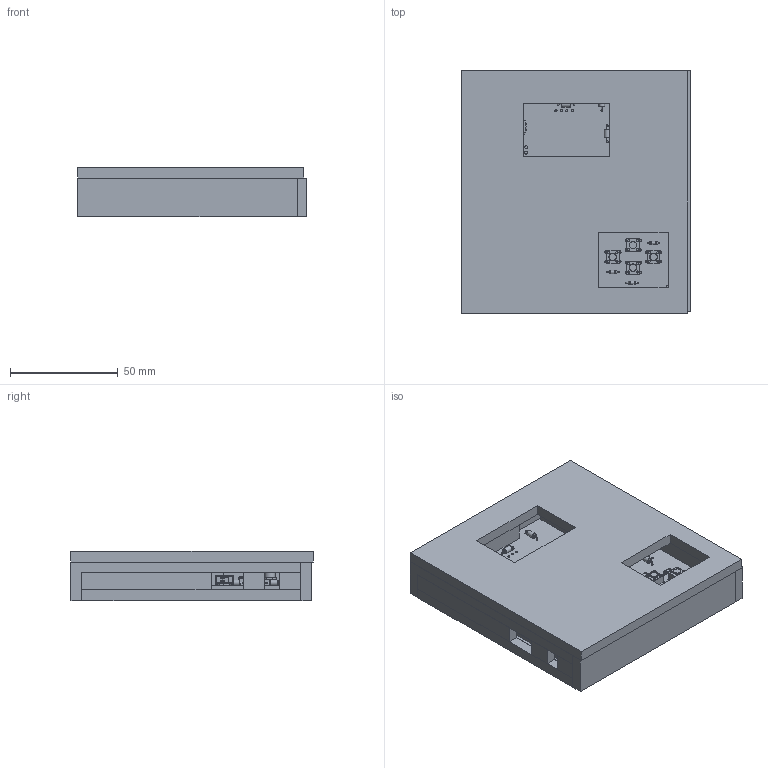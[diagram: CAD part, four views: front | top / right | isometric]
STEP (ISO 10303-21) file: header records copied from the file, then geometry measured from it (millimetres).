
FILE_DESCRIPTION(/* description */ (''),/* implementation_level */ '2;1');
FILE_NAME(/* name */ 'kraky.step',/* time_stamp */ '2026-01-27T18:34:17+01:00',/* author */ (''),/* organization */ (''),/* preprocessor_version */ 'ST-DEVELOPER v20.1',/* originating_system */ 'Autodesk Translation Framework v14.24.0.0',/* authorisation */ '');
FILE_SCHEMA (('AUTOMOTIVE_DESIGN { 1 0 10303 214 3 1 1 }'));
Products named in the file (22): kraky; kraky 1; R_0805_2012Metric; PinSocket_1x08_P2.54mm_Vertical; PinSocket_1x10_P2.54mm_Vertical; JST_EH_B2B-EH-A_1x02_P2.50mm_Vertical; SW_Slide_SPDT_Angled_CK_OS102011MA1Q; MagneticBuzzer_ProSignal_ABT-410-RC; TO-92_Inline; MPU6050; PCB_Body; Pads; IC; Caps; Resisroes; PinHeaders; PinSocket; kraky_PCB; LED_D5.0mm; R_Axial_DIN0204_L3.6mm_D1.6mm_P5.08mm_Horizontal; SW_PUSH_6mm; C_Axial_L3.8mm_D2.6mm_P7.50mm_Horizontal
Assembly tree (39 placements, depth 4):
  kraky
    kraky 1
      R_Axial_DIN0204_L3.6mm_D1.6mm_P5.08mm_Horizontal  x7
      SW_PUSH_6mm  x4
      C_Axial_L3.8mm_D2.6mm_P7.50mm_Horizontal  x9
      R_0805_2012Metric
      PinSocket_1x08_P2.54mm_Vertical
      LED_D5.0mm  x2
      PinSocket_1x10_P2.54mm_Vertical
      JST_EH_B2B-EH-A_1x02_P2.50mm_Vertical
      SW_Slide_SPDT_Angled_CK_OS102011MA1Q
      MagneticBuzzer_ProSignal_ABT-410-RC
      TO-92_Inline
      MPU6050
        PCB_Body
        Pads
        IC
        Caps
        Resisroes
        PinHeaders
        PinSocket
      kraky_PCB
Bounding box: 106.2 x 112.53 x 23 mm (x, y, z)
Volume: 153481 mm3; surface area: 92202.9 mm2
Topology: 65 solids, 65 shells, 3077 faces, 7383 edges, 4442 vertices
Faces by surface type: plane 2031, cylinder 797, sphere 194, torus 41, bspline 14
Full cylindrical faces by diameter (mm): 0.2 x6, 0.5 x52, 0.7 x14, 0.75 x3, 0.8 x34, 0.9 x7, 1 x106, 1.01 x3, 1.1 x25, 1.4 x10, 1.44 x7, 1.5 x2, 1.6 x14, 1.8 x8, 2.3 x1, 2.34 x18, 2.6 x9, 2.7 x4, 3.2 x2, 3.5 x4, 4.9 x2, 12 x1
Entity records: 74874 total; most frequent: CARTESIAN_POINT 12351, DIRECTION 12339, ORIENTED_EDGE 11916, EDGE_CURVE 5958, LINE 4755, VECTOR 4755, AXIS2_PLACEMENT_3D 3792, VERTEX_POINT 3642
